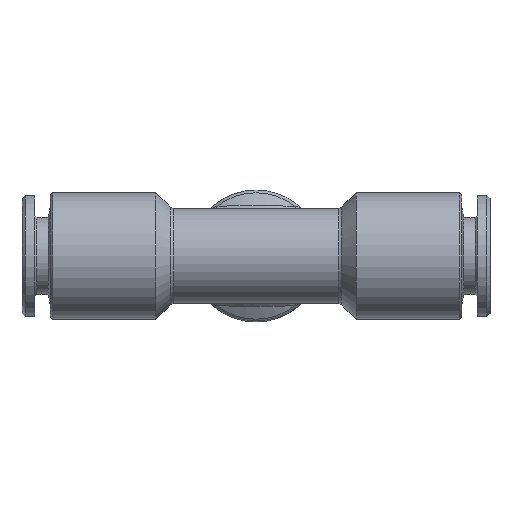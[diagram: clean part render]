
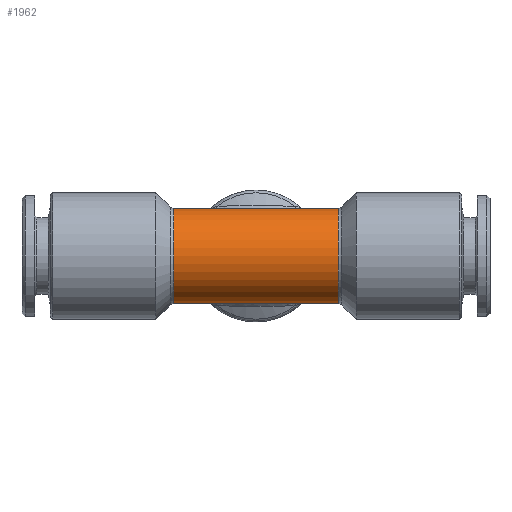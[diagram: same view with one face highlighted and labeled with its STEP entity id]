
A CAD part, front view. The second image highlights one B-rep face of the part: STEP entity #1962.
In plain terms, the highlighted cylindrical face has radius 4.5 mm (diameter 9 mm), a partial arc.
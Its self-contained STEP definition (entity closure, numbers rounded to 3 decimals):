
#1849 = EDGE_CURVE ( 'NONE', #1850, #1851, #4691, .T. ) ;
#1850 = VERTEX_POINT ( 'NONE', #4686 ) ;
#1851 = VERTEX_POINT ( 'NONE', #4685 ) ;
#1909 = EDGE_CURVE ( 'NONE', #2465, #2464, #4820, .T. ) ;
#1922 = EDGE_CURVE ( 'NONE', #2465, #1850, #4803, .T. ) ;
#1925 = ORIENTED_EDGE ( 'NONE', *, *, #1922, .F. ) ;
#1929 = ORIENTED_EDGE ( 'NONE', *, *, #1946, .T. ) ;
#1935 = ORIENTED_EDGE ( 'NONE', *, *, #1909, .T. ) ;
#1946 = EDGE_CURVE ( 'NONE', #2464, #1851, #4863, .T. ) ;
#1954 = ORIENTED_EDGE ( 'NONE', *, *, #1849, .F. ) ;
#1962 = ADVANCED_FACE ( 'NONE', ( #4895 ), #4894, .T. ) ;
#1964 = EDGE_LOOP ( 'NONE', ( #1935, #1929, #1954, #1925 ) ) ;
#2464 = VERTEX_POINT ( 'NONE', #6848 ) ;
#2465 = VERTEX_POINT ( 'NONE', #6847 ) ;
#4685 = CARTESIAN_POINT ( 'NONE',  ( -7.793, -9., 4.5 ) ) ;
#4686 = CARTESIAN_POINT ( 'NONE',  ( -7.793, -9., -4.5 ) ) ;
#4687 = DIRECTION ( 'NONE',  ( 0., 0., -1. ) ) ;
#4688 = DIRECTION ( 'NONE',  ( -1., 0., 0. ) ) ;
#4689 = CARTESIAN_POINT ( 'NONE',  ( -7.793, -9., 0. ) ) ;
#4690 = AXIS2_PLACEMENT_3D ( 'NONE', #4689, #4688, #4687 ) ;
#4691 = CIRCLE ( 'NONE', #4690, 4.5 ) ;
#4803 = LINE ( 'NONE', #4851, #4850 ) ;
#4816 = DIRECTION ( 'NONE',  ( 0., 0., -1. ) ) ;
#4817 = DIRECTION ( 'NONE',  ( -1., 0., 0. ) ) ;
#4818 = CARTESIAN_POINT ( 'NONE',  ( 7.793, -9., 0. ) ) ;
#4819 = AXIS2_PLACEMENT_3D ( 'NONE', #4818, #4817, #4816 ) ;
#4820 = CIRCLE ( 'NONE', #4819, 4.5 ) ;
#4849 = DIRECTION ( 'NONE',  ( -1., 0., 0. ) ) ;
#4850 = VECTOR ( 'NONE', #4849, 1000. ) ;
#4851 = CARTESIAN_POINT ( 'NONE',  ( 0., -9., -4.5 ) ) ;
#4860 = DIRECTION ( 'NONE',  ( -1., 0., 0. ) ) ;
#4861 = VECTOR ( 'NONE', #4860, 1000. ) ;
#4862 = CARTESIAN_POINT ( 'NONE',  ( 0., -9., 4.5 ) ) ;
#4863 = LINE ( 'NONE', #4862, #4861 ) ;
#4890 = DIRECTION ( 'NONE',  ( 0., 0., -1. ) ) ;
#4891 = DIRECTION ( 'NONE',  ( -1., 0., 0. ) ) ;
#4892 = AXIS2_PLACEMENT_3D ( 'NONE', #4893, #4891, #4890 ) ;
#4893 = CARTESIAN_POINT ( 'NONE',  ( 0., -9., 0. ) ) ;
#4894 = CYLINDRICAL_SURFACE ( 'NONE', #4892, 4.5 ) ;
#4895 = FACE_OUTER_BOUND ( 'NONE', #1964, .T. ) ;
#6847 = CARTESIAN_POINT ( 'NONE',  ( 7.793, -9., -4.5 ) ) ;
#6848 = CARTESIAN_POINT ( 'NONE',  ( 7.793, -9., 4.5 ) ) ;
